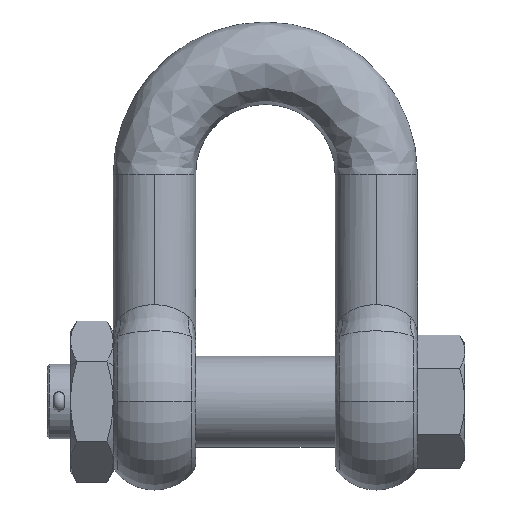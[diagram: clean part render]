
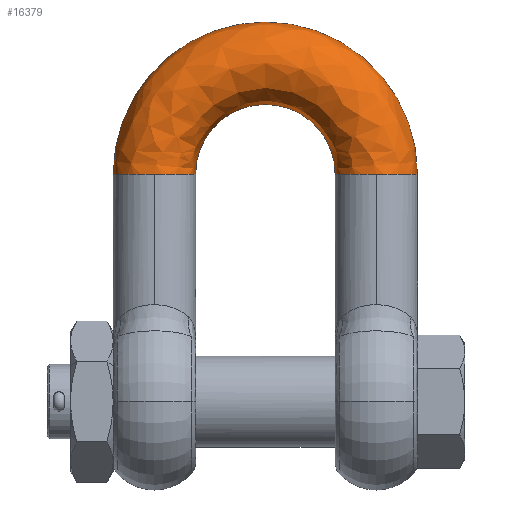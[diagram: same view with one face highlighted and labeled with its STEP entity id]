
A CAD part, top view. The second image highlights one B-rep face of the part: STEP entity #16379.
In plain terms, the highlighted free-form (B-spline) face has degree [3, 3] with [4, 4] control points.
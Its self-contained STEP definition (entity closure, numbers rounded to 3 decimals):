
#704 = CARTESIAN_POINT ( 'NONE',  ( 138.5, 207., 0. ) ) ;
#705 = DIRECTION ( 'NONE',  ( 1., 0., 0. ) ) ;
#706 = DIRECTION ( 'NONE',  ( 0., 1., 0. ) ) ;
#707 = CARTESIAN_POINT ( 'NONE',  ( 101., 207., 0. ) ) ;
#708 = AXIS2_PLACEMENT_3D ( 'NONE', #707, #706, #705 ) ;
#709 = CIRCLE ( 'NONE', #708, 37.5 ) ;
#710 = CARTESIAN_POINT ( 'NONE',  ( 101., 207., 37.5 ) ) ;
#5793 = CARTESIAN_POINT ( 'NONE',  ( -101., 207., 37.5 ) ) ;
#5794 = DIRECTION ( 'NONE',  ( 0., 0., -1. ) ) ;
#5795 = DIRECTION ( 'NONE',  ( 0., -1., 0. ) ) ;
#5796 = CARTESIAN_POINT ( 'NONE',  ( -101., 207., 0. ) ) ;
#5797 = AXIS2_PLACEMENT_3D ( 'NONE', #5796, #5795, #5794 ) ;
#5798 = CIRCLE ( 'NONE', #5797, 37.5 ) ;
#5799 = CARTESIAN_POINT ( 'NONE',  ( -63.5, 207., 0. ) ) ;
#13348 = CARTESIAN_POINT ( 'NONE',  ( -138.5, 207., 0. ) ) ;
#13349 = DIRECTION ( 'NONE',  ( 0., 0., -1. ) ) ;
#13350 = DIRECTION ( 'NONE',  ( 0., -1., 0. ) ) ;
#13351 = CARTESIAN_POINT ( 'NONE',  ( -101., 207., 0. ) ) ;
#13352 = AXIS2_PLACEMENT_3D ( 'NONE', #13351, #13350, #13349 ) ;
#13359 = CIRCLE ( 'NONE', #13352, 37.5 ) ;
#13873 = CARTESIAN_POINT ( 'NONE',  ( 63.5, 207., 0. ) ) ;
#14971 = DIRECTION ( 'NONE',  ( -1., 0., 0. ) ) ;
#14972 = DIRECTION ( 'NONE',  ( 0., 0., 1. ) ) ;
#14973 = CARTESIAN_POINT ( 'NONE',  ( 0., 207., 0. ) ) ;
#14974 = AXIS2_PLACEMENT_3D ( 'NONE', #14973, #14972, #14971 ) ;
#14975 = CIRCLE ( 'NONE', #14974, 63.5 ) ;
#15487 = DIRECTION ( 'NONE',  ( -1., 0., 0. ) ) ;
#15488 = DIRECTION ( 'NONE',  ( 0., 0., -1. ) ) ;
#15489 = AXIS2_PLACEMENT_3D ( 'NONE', #15491, #15488, #15487 ) ;
#15490 = CIRCLE ( 'NONE', #15489, 138.5 ) ;
#15491 = CARTESIAN_POINT ( 'NONE',  ( 0., 207., 0. ) ) ;
#16379 = ADVANCED_FACE ( 'NONE', ( #37291 ), #37622, .F. ) ;
#16380 = EDGE_LOOP ( 'NONE', ( #16867, #16768, #16761, #16771, #16772, #16718 ) ) ;
#16718 = ORIENTED_EDGE ( 'NONE', *, *, #23796, .F. ) ;
#16761 = ORIENTED_EDGE ( 'NONE', *, *, #16763, .T. ) ;
#16763 = EDGE_CURVE ( 'NONE', #24102, #27878, #26623, .T. ) ;
#16768 = ORIENTED_EDGE ( 'NONE', *, *, #24494, .F. ) ;
#16771 = ORIENTED_EDGE ( 'NONE', *, *, #27879, .T. ) ;
#16772 = ORIENTED_EDGE ( 'NONE', *, *, #24585, .F. ) ;
#16867 = ORIENTED_EDGE ( 'NONE', *, *, #21158, .F. ) ;
#21156 = VERTEX_POINT ( 'NONE', #5799 ) ;
#21158 = EDGE_CURVE ( 'NONE', #21156, #21159, #5798, .T. ) ;
#21159 = VERTEX_POINT ( 'NONE', #5793 ) ;
#23796 = EDGE_CURVE ( 'NONE', #21159, #23797, #13359, .T. ) ;
#23797 = VERTEX_POINT ( 'NONE', #13348 ) ;
#24102 = VERTEX_POINT ( 'NONE', #13873 ) ;
#24494 = EDGE_CURVE ( 'NONE', #24102, #21156, #14975, .T. ) ;
#24585 = EDGE_CURVE ( 'NONE', #23797, #27880, #15490, .T. ) ;
#26618 = DIRECTION ( 'NONE',  ( 1., 0., 0. ) ) ;
#26619 = DIRECTION ( 'NONE',  ( 0., 1., 0. ) ) ;
#26620 = CARTESIAN_POINT ( 'NONE',  ( 101., 207., 0. ) ) ;
#26622 = AXIS2_PLACEMENT_3D ( 'NONE', #26620, #26619, #26618 ) ;
#26623 = CIRCLE ( 'NONE', #26622, 37.5 ) ;
#27878 = VERTEX_POINT ( 'NONE', #710 ) ;
#27879 = EDGE_CURVE ( 'NONE', #27878, #27880, #709, .T. ) ;
#27880 = VERTEX_POINT ( 'NONE', #704 ) ;
#37291 = FACE_OUTER_BOUND ( 'NONE', #16380, .T. ) ;
#37599 = CARTESIAN_POINT ( 'NONE',  ( 138.5, 207., 0. ) ) ;
#37600 = CARTESIAN_POINT ( 'NONE',  ( 138.5, 484., 0. ) ) ;
#37601 = CARTESIAN_POINT ( 'NONE',  ( -138.5, 484., 0. ) ) ;
#37602 = CARTESIAN_POINT ( 'NONE',  ( -138.5, 207., 0. ) ) ;
#37603 = CARTESIAN_POINT ( 'NONE',  ( 138.5, 207., 75. ) ) ;
#37604 = CARTESIAN_POINT ( 'NONE',  ( 138.5, 484., 75. ) ) ;
#37605 = CARTESIAN_POINT ( 'NONE',  ( -138.5, 484., 75. ) ) ;
#37606 = CARTESIAN_POINT ( 'NONE',  ( -138.5, 207., 75. ) ) ;
#37607 = CARTESIAN_POINT ( 'NONE',  ( 63.5, 207., 75. ) ) ;
#37608 = CARTESIAN_POINT ( 'NONE',  ( 63.5, 334., 75. ) ) ;
#37609 = CARTESIAN_POINT ( 'NONE',  ( -63.5, 334., 75. ) ) ;
#37610 = CARTESIAN_POINT ( 'NONE',  ( -63.5, 207., 75. ) ) ;
#37611 = CARTESIAN_POINT ( 'NONE',  ( 63.5, 207., 0. ) ) ;
#37612 = CARTESIAN_POINT ( 'NONE',  ( 63.5, 334., 0. ) ) ;
#37613 = CARTESIAN_POINT ( 'NONE',  ( -63.5, 334., 0. ) ) ;
#37614 = CARTESIAN_POINT ( 'NONE',  ( -63.5, 207., 0. ) ) ;
#37622 =( BOUNDED_SURFACE ( )  B_SPLINE_SURFACE ( 3, 3, ( 
 ( #37614, #37613, #37612, #37611 ),
 ( #37610, #37609, #37608, #37607 ),
 ( #37606, #37605, #37604, #37603 ),
 ( #37602, #37601, #37600, #37599 ) ),
 .UNSPECIFIED., .F., .F., .T. ) 
 B_SPLINE_SURFACE_WITH_KNOTS ( ( 4, 4 ),
 ( 4, 4 ),
 ( 0., 1. ),
 ( 0., 1. ),
 .UNSPECIFIED. ) 
 GEOMETRIC_REPRESENTATION_ITEM ( )  RATIONAL_B_SPLINE_SURFACE ( (
 ( 1., 0.333, 0.333, 1.),
 ( 0.333, 0.111, 0.111, 0.333),
 ( 0.333, 0.111, 0.111, 0.333),
 ( 1., 0.333, 0.333, 1.) ) ) 
 REPRESENTATION_ITEM ( '' )  SURFACE ( )  );
